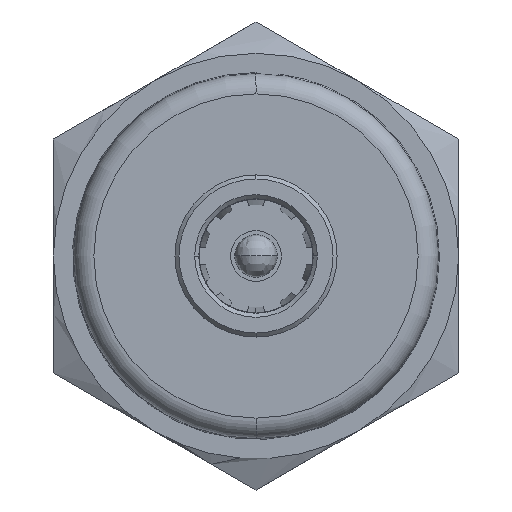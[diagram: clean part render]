
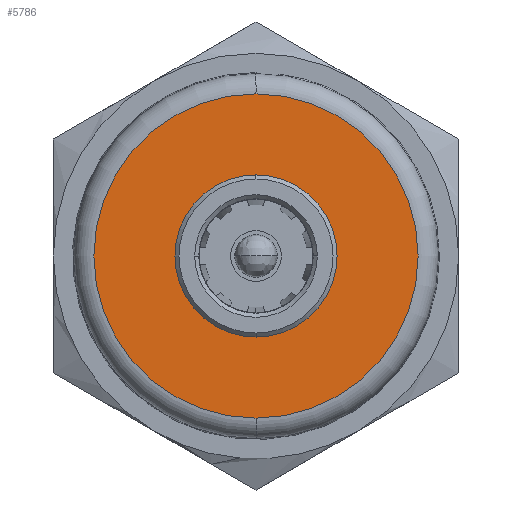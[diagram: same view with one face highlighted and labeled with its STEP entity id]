
A CAD part, left-side view. The second image highlights one B-rep face of the part: STEP entity #5786.
In plain terms, the highlighted planar face has unit normal (-1, 0, 0).
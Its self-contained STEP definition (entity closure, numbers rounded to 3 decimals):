
#15 = ORIENTED_EDGE ( 'NONE', *, *, #14852, .T. ) ;
#600 = DIRECTION ( 'NONE',  ( -1., 0., 0. ) ) ;
#1456 = CARTESIAN_POINT ( 'NONE',  ( 0., 0., 4. ) ) ;
#1707 = DIRECTION ( 'NONE',  ( 0., 0., 1. ) ) ;
#2654 = DIRECTION ( 'NONE',  ( 1., 0., 0. ) ) ;
#2676 = CIRCLE ( 'NONE', #20707, 8. ) ;
#3313 = VERTEX_POINT ( 'NONE', #9222 ) ;
#3687 = CIRCLE ( 'NONE', #4719, 8. ) ;
#3813 = CARTESIAN_POINT ( 'NONE',  ( 0., 0., 0. ) ) ;
#3873 = CIRCLE ( 'NONE', #5915, 4. ) ;
#4719 = AXIS2_PLACEMENT_3D ( 'NONE', #8601, #600, #6996 ) ;
#4976 = ORIENTED_EDGE ( 'NONE', *, *, #17858, .T. ) ;
#5786 = ADVANCED_FACE ( 'NONE', ( #7782, #9053 ), #10539, .F. ) ;
#5915 = AXIS2_PLACEMENT_3D ( 'NONE', #19509, #19191, #9714 ) ;
#6996 = DIRECTION ( 'NONE',  ( 0., 0., -1. ) ) ;
#7222 = DIRECTION ( 'NONE',  ( -1., 0., 0. ) ) ;
#7772 = CIRCLE ( 'NONE', #11201, 4. ) ;
#7782 = FACE_OUTER_BOUND ( 'NONE', #20614, .T. ) ;
#8601 = CARTESIAN_POINT ( 'NONE',  ( 0., 0., 0. ) ) ;
#9053 = FACE_BOUND ( 'NONE', #15998, .T. ) ;
#9222 = CARTESIAN_POINT ( 'NONE',  ( 0., 0., -4. ) ) ;
#9714 = DIRECTION ( 'NONE',  ( 0., 0., 1. ) ) ;
#10539 = PLANE ( 'NONE',  #12487 ) ;
#11201 = AXIS2_PLACEMENT_3D ( 'NONE', #19490, #19280, #1707 ) ;
#11419 = VERTEX_POINT ( 'NONE', #1456 ) ;
#12487 = AXIS2_PLACEMENT_3D ( 'NONE', #15547, #2654, #12559 ) ;
#12559 = DIRECTION ( 'NONE',  ( 0., 0., -1. ) ) ;
#13947 = CARTESIAN_POINT ( 'NONE',  ( 0., 0., 8. ) ) ;
#14259 = VERTEX_POINT ( 'NONE', #13947 ) ;
#14852 = EDGE_CURVE ( 'NONE', #17553, #14259, #2676, .T. ) ;
#15217 = DIRECTION ( 'NONE',  ( 0., 0., -1. ) ) ;
#15547 = CARTESIAN_POINT ( 'NONE',  ( 0., 9., 0. ) ) ;
#15998 = EDGE_LOOP ( 'NONE', ( #18110, #16877 ) ) ;
#16003 = EDGE_CURVE ( 'NONE', #11419, #3313, #7772, .T. ) ;
#16178 = CARTESIAN_POINT ( 'NONE',  ( 0., 0., -8. ) ) ;
#16877 = ORIENTED_EDGE ( 'NONE', *, *, #20916, .F. ) ;
#17553 = VERTEX_POINT ( 'NONE', #16178 ) ;
#17858 = EDGE_CURVE ( 'NONE', #14259, #17553, #3687, .T. ) ;
#18110 = ORIENTED_EDGE ( 'NONE', *, *, #16003, .F. ) ;
#19191 = DIRECTION ( 'NONE',  ( -1., 0., 0. ) ) ;
#19280 = DIRECTION ( 'NONE',  ( -1., 0., 0. ) ) ;
#19490 = CARTESIAN_POINT ( 'NONE',  ( 0., 0., 0. ) ) ;
#19509 = CARTESIAN_POINT ( 'NONE',  ( 0., 0., 0. ) ) ;
#20614 = EDGE_LOOP ( 'NONE', ( #15, #4976 ) ) ;
#20707 = AXIS2_PLACEMENT_3D ( 'NONE', #3813, #7222, #15217 ) ;
#20916 = EDGE_CURVE ( 'NONE', #3313, #11419, #3873, .T. ) ;
